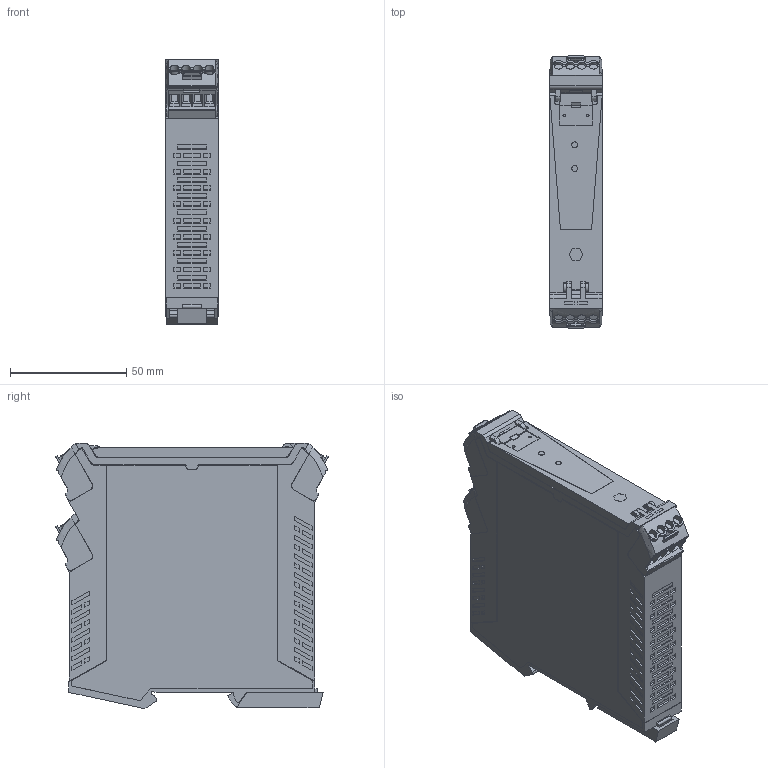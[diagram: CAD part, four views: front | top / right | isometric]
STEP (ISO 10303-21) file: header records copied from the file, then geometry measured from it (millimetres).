
FILE_DESCRIPTION(('CATIA V5R24 STEP','CAx-IF Rec.Pracs.--- Model Styling and Organization---1.2---2011-12-15'),'2;1');
FILE_NAME ('6265290_14', '2018-04-23T12:30:21+00:00', ('Weidmueller Interface'), ('Weidmueller'), 'CATIA Version 5-6 Release 2014 SP4', 'CATIA V5 STEP AP214', 'none');
FILE_SCHEMA(('AUTOMOTIVE_DESIGN { 1 0 10303 214 1 1 1 1 }'));
Products named in the file (1): 8965340000
Bounding box: 22.5 x 117.21 x 114.02 mm (x, y, z)
Volume: 255983.4 mm3; surface area: 63213.2 mm2
Topology: 15 solids, 15 shells, 1705 faces, 5005 edges, 3456 vertices
Faces by surface type: plane 1365, cylinder 286, extrusion 30, revolution 12, bspline 6, sphere 6
Entity records: 55293 total; most frequent: CARTESIAN_POINT 12218, ORIENTED_EDGE 10002, DIRECTION 6148, EDGE_CURVE 4996, VECTOR 3782, LINE 3752, VERTEX_POINT 3450, EDGE_LOOP 1861
